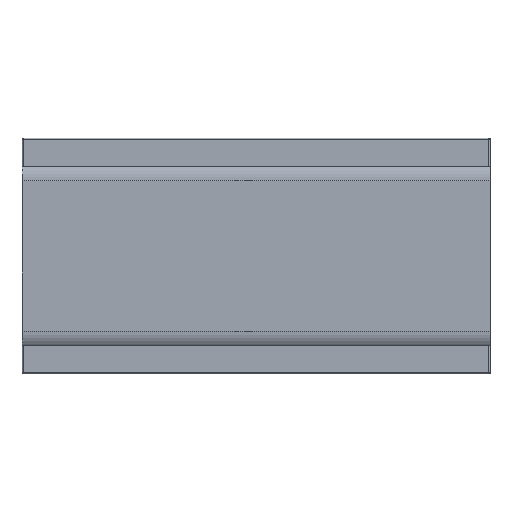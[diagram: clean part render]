
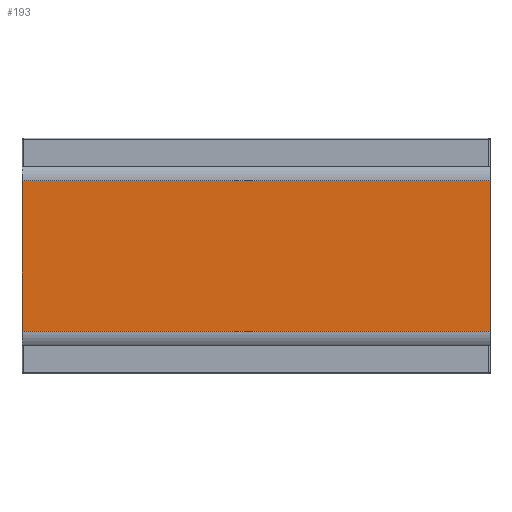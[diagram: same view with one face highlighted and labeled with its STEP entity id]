
A CAD part, top view. The second image highlights one B-rep face of the part: STEP entity #193.
In plain terms, the highlighted planar face has unit normal (0, 0, 1).
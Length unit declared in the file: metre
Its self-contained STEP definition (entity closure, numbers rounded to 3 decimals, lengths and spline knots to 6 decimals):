
#193=ADVANCED_FACE('0:112',(#359),#360,.T.);
#359=FACE_OUTER_BOUND('',#533,.T.);
#360=PLANE('',#534);
#533=EDGE_LOOP('',(#975,#976,#977,#978));
#534=AXIS2_PLACEMENT_3D('',#979,#980,#981);
#975=ORIENTED_EDGE('',*,*,#1328,.F.);
#976=ORIENTED_EDGE('',*,*,#1319,.T.);
#977=ORIENTED_EDGE('',*,*,#1329,.F.);
#978=ORIENTED_EDGE('',*,*,#1324,.T.);
#979=CARTESIAN_POINT('',(0.0,0.0,0.00055));
#980=DIRECTION('',(0.0,0.0,1.0));
#981=DIRECTION('',(1.0,0.0,0.0));
#1319=EDGE_CURVE('0:127',#1485,#1482,#1486,.F.);
#1324=EDGE_CURVE('0:139',#1494,#1491,#1495,.F.);
#1328=EDGE_CURVE('0:148',#1485,#1491,#1500,.T.);
#1329=EDGE_CURVE('0:151',#1494,#1482,#1501,.T.);
#1482=VERTEX_POINT('',#1706);
#1485=VERTEX_POINT('',#1709);
#1486=LINE('',#1710,#1711);
#1491=VERTEX_POINT('',#1717);
#1494=VERTEX_POINT('',#1720);
#1495=LINE('',#1721,#1722);
#1500=LINE('',#1728,#1729);
#1501=LINE('',#1730,#1731);
#1706=CARTESIAN_POINT('',(-0.0031,0.000996,0.00055));
#1709=CARTESIAN_POINT('',(0.0031,0.000996,0.00055));
#1710=CARTESIAN_POINT('',(-0.0031,0.000996,0.00055));
#1711=VECTOR('',#2009,1.0);
#1717=CARTESIAN_POINT('',(0.0031,-0.000996,0.00055));
#1720=CARTESIAN_POINT('',(-0.0031,-0.000996,0.00055));
#1721=CARTESIAN_POINT('',(0.0031,-0.000996,0.00055));
#1722=VECTOR('',#2017,1.0);
#1728=CARTESIAN_POINT('',(0.0031,0.0,0.00055));
#1729=VECTOR('',#2022,1.0);
#1730=CARTESIAN_POINT('',(-0.0031,0.0,0.00055));
#1731=VECTOR('',#2023,1.0);
#2009=DIRECTION('',(1.0,0.0,0.0));
#2017=DIRECTION('',(-1.0,0.0,0.0));
#2022=DIRECTION('',(0.0,-1.0,0.0));
#2023=DIRECTION('',(0.0,1.0,0.0));
